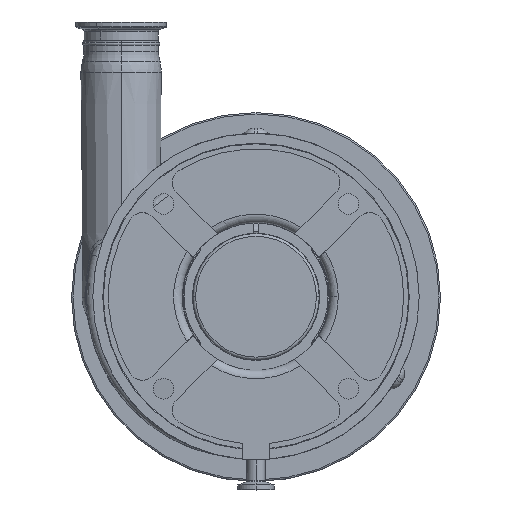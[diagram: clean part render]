
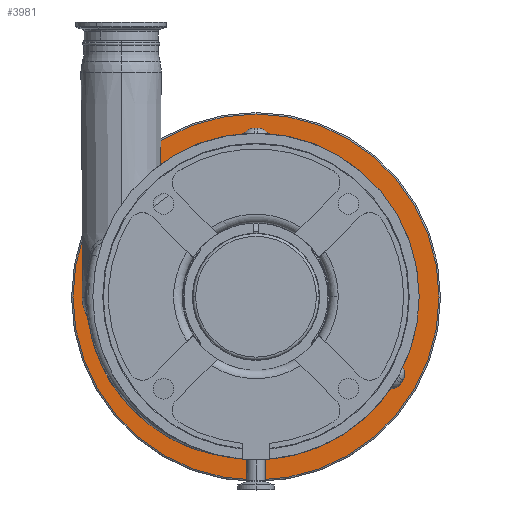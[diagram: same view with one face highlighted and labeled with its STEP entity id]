
A CAD part, top view. The second image highlights one B-rep face of the part: STEP entity #3981.
In plain terms, the highlighted planar face has unit normal (0, 0, 1).
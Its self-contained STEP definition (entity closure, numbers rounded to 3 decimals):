
#28 = DIRECTION ( 'NONE',  ( -1., 0., 0. ) ) ;
#119 = FACE_BOUND ( 'NONE', #9504, .T. ) ;
#126 = CARTESIAN_POINT ( 'NONE',  ( 0., 0., -58.5 ) ) ;
#150 = EDGE_LOOP ( 'NONE', ( #2320, #17301 ) ) ;
#216 = FACE_BOUND ( 'NONE', #5940, .T. ) ;
#333 = CIRCLE ( 'NONE', #4506, 10. ) ;
#784 = DIRECTION ( 'NONE',  ( -1., 0., 0. ) ) ;
#953 = EDGE_CURVE ( 'NONE', #11343, #6516, #6902, .T. ) ;
#1230 = CARTESIAN_POINT ( 'NONE',  ( 104.397, -54.5, -58.5 ) ) ;
#1348 = CARTESIAN_POINT ( 'NONE',  ( 0., 0., -58.5 ) ) ;
#1636 = CARTESIAN_POINT ( 'NONE',  ( -84.397, -54.5, -58.5 ) ) ;
#1872 = DIRECTION ( 'NONE',  ( 0., 0., 1. ) ) ;
#2124 = DIRECTION ( 'NONE',  ( -1., 0., 0. ) ) ;
#2137 = CARTESIAN_POINT ( 'NONE',  ( -94.397, -54.5, -58.5 ) ) ;
#2182 = CIRCLE ( 'NONE', #17494, 10. ) ;
#2320 = ORIENTED_EDGE ( 'NONE', *, *, #19051, .F. ) ;
#2774 = DIRECTION ( 'NONE',  ( -1., 0., 0. ) ) ;
#3750 = CARTESIAN_POINT ( 'NONE',  ( 129., 0., -58.5 ) ) ;
#3777 = EDGE_CURVE ( 'NONE', #5106, #3946, #2182, .T. ) ;
#3788 = DIRECTION ( 'NONE',  ( 0., 0., 1. ) ) ;
#3946 = VERTEX_POINT ( 'NONE', #1636 ) ;
#3957 = CIRCLE ( 'NONE', #8429, 10. ) ;
#3981 = ADVANCED_FACE ( 'NONE', ( #216, #9233, #119, #12426, #18231 ), #15439, .F. ) ;
#4236 = CARTESIAN_POINT ( 'NONE',  ( 10., 109., -58.5 ) ) ;
#4506 = AXIS2_PLACEMENT_3D ( 'NONE', #6610, #6329, #4735 ) ;
#4735 = DIRECTION ( 'NONE',  ( -1., 0., 0. ) ) ;
#4904 = VERTEX_POINT ( 'NONE', #7329 ) ;
#5106 = VERTEX_POINT ( 'NONE', #5712 ) ;
#5264 = DIRECTION ( 'NONE',  ( -1., 0., 0. ) ) ;
#5560 = VERTEX_POINT ( 'NONE', #1230 ) ;
#5687 = DIRECTION ( 'NONE',  ( 0., 0., 1. ) ) ;
#5712 = CARTESIAN_POINT ( 'NONE',  ( -104.397, -54.5, -58.5 ) ) ;
#5873 = ORIENTED_EDGE ( 'NONE', *, *, #18105, .F. ) ;
#5940 = EDGE_LOOP ( 'NONE', ( #8398, #8892 ) ) ;
#6090 = AXIS2_PLACEMENT_3D ( 'NONE', #17036, #14042, #15257 ) ;
#6148 = ORIENTED_EDGE ( 'NONE', *, *, #12466, .F. ) ;
#6161 = VERTEX_POINT ( 'NONE', #4236 ) ;
#6329 = DIRECTION ( 'NONE',  ( 0., 0., 1. ) ) ;
#6344 = EDGE_CURVE ( 'NONE', #18111, #5560, #333, .T. ) ;
#6516 = VERTEX_POINT ( 'NONE', #16258 ) ;
#6558 = CARTESIAN_POINT ( 'NONE',  ( 94.397, -54.5, -58.5 ) ) ;
#6610 = CARTESIAN_POINT ( 'NONE',  ( 94.397, -54.5, -58.5 ) ) ;
#6902 = CIRCLE ( 'NONE', #9468, 129. ) ;
#7329 = CARTESIAN_POINT ( 'NONE',  ( 97., 0., -58.5 ) ) ;
#8093 = AXIS2_PLACEMENT_3D ( 'NONE', #126, #12341, #28 ) ;
#8219 = CARTESIAN_POINT ( 'NONE',  ( 84.397, -54.5, -58.5 ) ) ;
#8398 = ORIENTED_EDGE ( 'NONE', *, *, #11988, .F. ) ;
#8408 = AXIS2_PLACEMENT_3D ( 'NONE', #6558, #1872, #5264 ) ;
#8429 = AXIS2_PLACEMENT_3D ( 'NONE', #11516, #17500, #2124 ) ;
#8460 = AXIS2_PLACEMENT_3D ( 'NONE', #1348, #11303, #9605 ) ;
#8892 = ORIENTED_EDGE ( 'NONE', *, *, #3777, .F. ) ;
#9233 = FACE_BOUND ( 'NONE', #150, .T. ) ;
#9468 = AXIS2_PLACEMENT_3D ( 'NONE', #16271, #5687, #16081 ) ;
#9504 = EDGE_LOOP ( 'NONE', ( #13349, #5873 ) ) ;
#9605 = DIRECTION ( 'NONE',  ( 1., 0., 0. ) ) ;
#9787 = DIRECTION ( 'NONE',  ( 0., 0., -1. ) ) ;
#10009 = CIRCLE ( 'NONE', #8460, 129. ) ;
#11303 = DIRECTION ( 'NONE',  ( 0., 0., 1. ) ) ;
#11343 = VERTEX_POINT ( 'NONE', #3750 ) ;
#11390 = CARTESIAN_POINT ( 'NONE',  ( 0., 109., -58.5 ) ) ;
#11516 = CARTESIAN_POINT ( 'NONE',  ( 0., 109., -58.5 ) ) ;
#11988 = EDGE_CURVE ( 'NONE', #3946, #5106, #12161, .T. ) ;
#12161 = CIRCLE ( 'NONE', #6090, 10. ) ;
#12290 = AXIS2_PLACEMENT_3D ( 'NONE', #11390, #3788, #784 ) ;
#12341 = DIRECTION ( 'NONE',  ( 0., 0., 1. ) ) ;
#12426 = FACE_BOUND ( 'NONE', #16025, .T. ) ;
#12466 = EDGE_CURVE ( 'NONE', #4904, #16734, #19138, .T. ) ;
#12694 = ORIENTED_EDGE ( 'NONE', *, *, #16852, .F. ) ;
#12915 = CIRCLE ( 'NONE', #8408, 10. ) ;
#13018 = DIRECTION ( 'NONE',  ( 0., 0., 1. ) ) ;
#13349 = ORIENTED_EDGE ( 'NONE', *, *, #18574, .F. ) ;
#13493 = CARTESIAN_POINT ( 'NONE',  ( -10., 109., -58.5 ) ) ;
#13723 = AXIS2_PLACEMENT_3D ( 'NONE', #14970, #16562, #2774 ) ;
#14042 = DIRECTION ( 'NONE',  ( 0., 0., 1. ) ) ;
#14159 = CIRCLE ( 'NONE', #8093, 97. ) ;
#14760 = EDGE_LOOP ( 'NONE', ( #18826, #15240 ) ) ;
#14970 = CARTESIAN_POINT ( 'NONE',  ( 0., 0., -58.5 ) ) ;
#15237 = DIRECTION ( 'NONE',  ( -1., 0., 0. ) ) ;
#15240 = ORIENTED_EDGE ( 'NONE', *, *, #19323, .T. ) ;
#15257 = DIRECTION ( 'NONE',  ( -1., 0., 0. ) ) ;
#15439 = PLANE ( 'NONE',  #19133 ) ;
#15926 = DIRECTION ( 'NONE',  ( -1., 0., 0. ) ) ;
#16025 = EDGE_LOOP ( 'NONE', ( #6148, #12694 ) ) ;
#16081 = DIRECTION ( 'NONE',  ( 1., 0., 0. ) ) ;
#16258 = CARTESIAN_POINT ( 'NONE',  ( -129., 0., -58.5 ) ) ;
#16271 = CARTESIAN_POINT ( 'NONE',  ( 0., 0., -58.5 ) ) ;
#16419 = CIRCLE ( 'NONE', #12290, 10. ) ;
#16562 = DIRECTION ( 'NONE',  ( 0., 0., 1. ) ) ;
#16734 = VERTEX_POINT ( 'NONE', #17418 ) ;
#16852 = EDGE_CURVE ( 'NONE', #16734, #4904, #14159, .T. ) ;
#17036 = CARTESIAN_POINT ( 'NONE',  ( -94.397, -54.5, -58.5 ) ) ;
#17301 = ORIENTED_EDGE ( 'NONE', *, *, #6344, .F. ) ;
#17418 = CARTESIAN_POINT ( 'NONE',  ( -97., 0., -58.5 ) ) ;
#17494 = AXIS2_PLACEMENT_3D ( 'NONE', #2137, #13018, #15926 ) ;
#17500 = DIRECTION ( 'NONE',  ( 0., 0., 1. ) ) ;
#18105 = EDGE_CURVE ( 'NONE', #19364, #6161, #3957, .T. ) ;
#18111 = VERTEX_POINT ( 'NONE', #8219 ) ;
#18231 = FACE_OUTER_BOUND ( 'NONE', #14760, .T. ) ;
#18331 = CARTESIAN_POINT ( 'NONE',  ( 0., 64.295, -58.5 ) ) ;
#18574 = EDGE_CURVE ( 'NONE', #6161, #19364, #16419, .T. ) ;
#18826 = ORIENTED_EDGE ( 'NONE', *, *, #953, .T. ) ;
#19051 = EDGE_CURVE ( 'NONE', #5560, #18111, #12915, .T. ) ;
#19133 = AXIS2_PLACEMENT_3D ( 'NONE', #18331, #9787, #15237 ) ;
#19138 = CIRCLE ( 'NONE', #13723, 97. ) ;
#19323 = EDGE_CURVE ( 'NONE', #6516, #11343, #10009, .T. ) ;
#19364 = VERTEX_POINT ( 'NONE', #13493 ) ;
